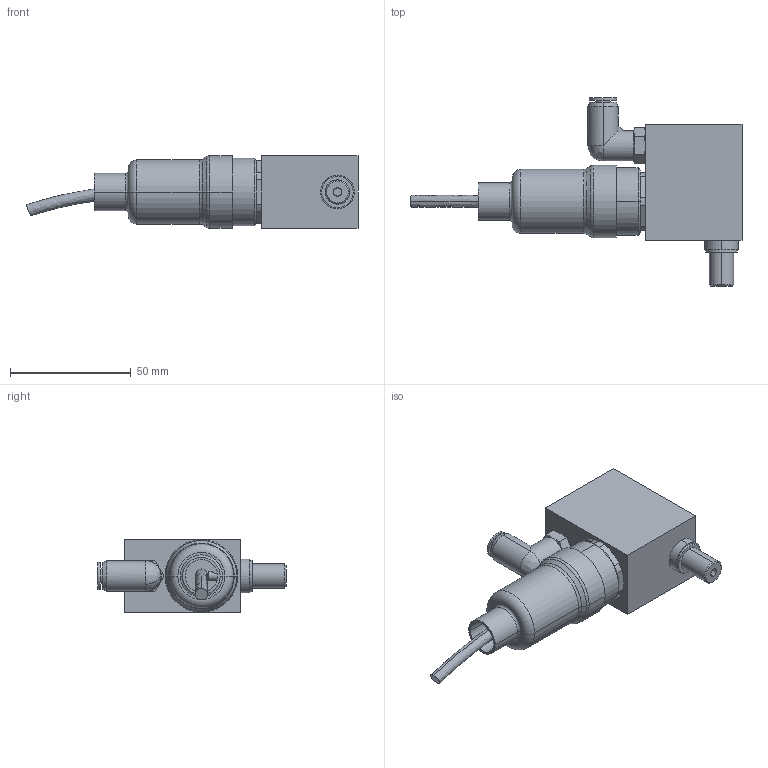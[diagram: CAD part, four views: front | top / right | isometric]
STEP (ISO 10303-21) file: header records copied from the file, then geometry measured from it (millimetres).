
FILE_DESCRIPTION (( 'STEP AP214' ), '1' );
FILE_NAME ('Druckschaslter_352346.STEP', '2013-06-07T05:45:31', ( 'Admin2' ), ( '' ), 'SwSTEP 2.0', 'SolidWorks 2010', '' );
FILE_SCHEMA (( 'AUTOMOTIVE_DESIGN' ));
Length unit declared in the file: millimetre
Products named in the file (1): Druckschaslter_352346
Bounding box: 137.33 x 77.8 x 30 mm (x, y, z)
Surface area: 20985.8 mm2 (no closed solid volume)
Topology: 0 solids, 10 shells, 107 faces, 282 edges, 181 vertices
Faces by surface type: plane 41, cylinder 37, cone 13, torus 10, bspline 4, sphere 2
Entity records: 4638 total; most frequent: CARTESIAN_POINT 846, DIRECTION 584, ORIENTED_EDGE 470, EDGE_CURVE 275, AXIS2_PLACEMENT_3D 238, VERTEX_POINT 178, CIRCLE 134, EDGE_LOOP 123
